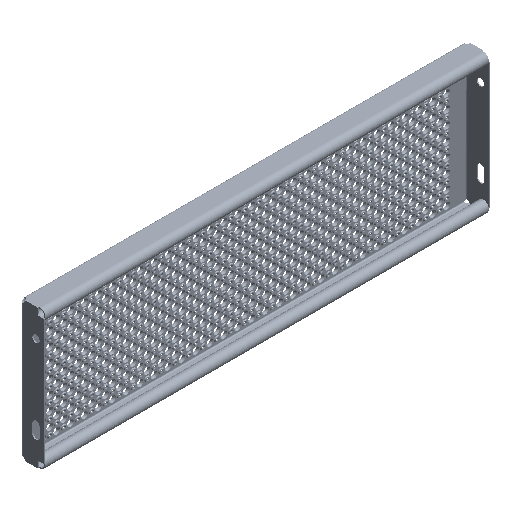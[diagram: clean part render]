
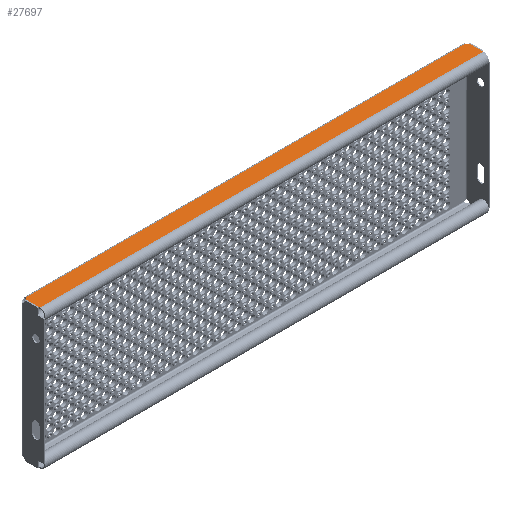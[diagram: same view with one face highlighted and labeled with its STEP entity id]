
A CAD part, isometric view. The second image highlights one B-rep face of the part: STEP entity #27697.
In plain terms, the highlighted planar face has unit normal (0, 0, 1).
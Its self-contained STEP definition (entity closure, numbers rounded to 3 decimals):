
#26847 = VERTEX_POINT ( 'NONE', #157659 ) ;
#26849 = VERTEX_POINT ( 'NONE', #157668 ) ;
#26862 = EDGE_CURVE ( 'NONE', #26849, #26847, #157650, .T. ) ;
#27024 = VERTEX_POINT ( 'NONE', #158341 ) ;
#27079 = VERTEX_POINT ( 'NONE', #158504 ) ;
#27103 = VERTEX_POINT ( 'NONE', #158674 ) ;
#27193 = EDGE_CURVE ( 'NONE', #27079, #27103, #159042, .T. ) ;
#27352 = VERTEX_POINT ( 'NONE', #159515 ) ;
#27442 = ORIENTED_EDGE ( 'NONE', *, *, #27520, .T. ) ;
#27494 = EDGE_CURVE ( 'NONE', #27024, #27352, #160008, .T. ) ;
#27520 = EDGE_CURVE ( 'NONE', #26847, #27024, #160107, .T. ) ;
#27560 = EDGE_CURVE ( 'NONE', #27352, #27103, #160266, .T. ) ;
#27568 = ORIENTED_EDGE ( 'NONE', *, *, #26862, .T. ) ;
#27578 = ORIENTED_EDGE ( 'NONE', *, *, #27605, .T. ) ;
#27587 = ORIENTED_EDGE ( 'NONE', *, *, #27560, .T. ) ;
#27605 = EDGE_CURVE ( 'NONE', #27079, #26849, #160396, .T. ) ;
#27618 = ORIENTED_EDGE ( 'NONE', *, *, #27193, .F. ) ;
#27673 = EDGE_LOOP ( 'NONE', ( #27442, #27705, #27587, #27618, #27578, #27568 ) ) ;
#27697 = ADVANCED_FACE ( 'NONE', ( #160830 ), #160795, .T. ) ;
#27705 = ORIENTED_EDGE ( 'NONE', *, *, #27494, .T. ) ;
#157614 = DIRECTION ( 'NONE',  ( 0., -1., 0. ) ) ;
#157615 = VECTOR ( 'NONE', #157614, 1000. ) ;
#157617 = CARTESIAN_POINT ( 'NONE',  ( -397.99, -7.185, 125. ) ) ;
#157650 = LINE ( 'NONE', #157617, #157615 ) ;
#157659 = CARTESIAN_POINT ( 'NONE',  ( -397.99, -32.498, 125. ) ) ;
#157668 = CARTESIAN_POINT ( 'NONE',  ( -397.99, -7.185, 125. ) ) ;
#158341 = CARTESIAN_POINT ( 'NONE',  ( 397.99, -32.498, 125. ) ) ;
#158504 = CARTESIAN_POINT ( 'NONE',  ( -394.302, -4., 125. ) ) ;
#158674 = CARTESIAN_POINT ( 'NONE',  ( 394.302, -4., 125. ) ) ;
#159030 = DIRECTION ( 'NONE',  ( 1., 0., 0. ) ) ;
#159032 = VECTOR ( 'NONE', #159030, 1000. ) ;
#159034 = CARTESIAN_POINT ( 'NONE',  ( -399., -4., 125. ) ) ;
#159042 = LINE ( 'NONE', #159034, #159032 ) ;
#159515 = CARTESIAN_POINT ( 'NONE',  ( 397.99, -7.185, 125. ) ) ;
#160006 = DIRECTION ( 'NONE',  ( 0., 1., 0. ) ) ;
#160007 = CARTESIAN_POINT ( 'NONE',  ( 397.99, -7.185, 125. ) ) ;
#160008 = LINE ( 'NONE', #160007, #160130 ) ;
#160107 = LINE ( 'NONE', #160188, #160187 ) ;
#160130 = VECTOR ( 'NONE', #160006, 1000. ) ;
#160175 = DIRECTION ( 'NONE',  ( 1., 0., 0. ) ) ;
#160187 = VECTOR ( 'NONE', #160175, 1000. ) ;
#160188 = CARTESIAN_POINT ( 'NONE',  ( -397.99, -32.498, 125. ) ) ;
#160266 = CIRCLE ( 'NONE', #160279, 5. ) ;
#160279 = AXIS2_PLACEMENT_3D ( 'NONE', #160283, #160394, #160392 ) ;
#160283 = CARTESIAN_POINT ( 'NONE',  ( 399., -2.288, 125. ) ) ;
#160392 = DIRECTION ( 'NONE',  ( 0., -1., 0. ) ) ;
#160394 = DIRECTION ( 'NONE',  ( 0., 0., -1. ) ) ;
#160396 = CIRCLE ( 'NONE', #160429, 5. ) ;
#160429 = AXIS2_PLACEMENT_3D ( 'NONE', #160493, #160479, #160478 ) ;
#160478 = DIRECTION ( 'NONE',  ( 0., -1., 0. ) ) ;
#160479 = DIRECTION ( 'NONE',  ( 0., 0., -1. ) ) ;
#160493 = CARTESIAN_POINT ( 'NONE',  ( -399., -2.288, 125. ) ) ;
#160785 = DIRECTION ( 'NONE',  ( 0., -1., 0. ) ) ;
#160787 = DIRECTION ( 'NONE',  ( 0., 0., 1. ) ) ;
#160795 = PLANE ( 'NONE',  #160818 ) ;
#160818 = AXIS2_PLACEMENT_3D ( 'NONE', #160832, #160787, #160785 ) ;
#160830 = FACE_OUTER_BOUND ( 'NONE', #27673, .T. ) ;
#160832 = CARTESIAN_POINT ( 'NONE',  ( -399., 245.712, 125. ) ) ;
